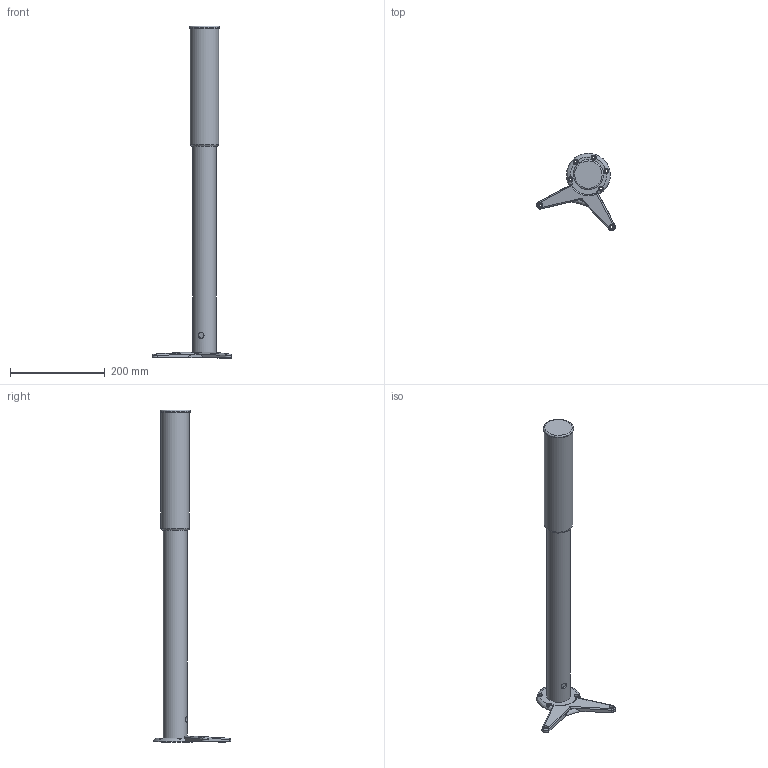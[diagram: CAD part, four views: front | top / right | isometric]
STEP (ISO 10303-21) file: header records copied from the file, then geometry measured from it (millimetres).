
FILE_DESCRIPTION(('STEP AP214'),'1');
FILE_NAME('3011050 Trampolo 1 H620-800.STP','2025-01-06T10:32:41',(' '),(' '),'Spatial InterOp 3D',' ',' ');
FILE_SCHEMA(('AUTOMOTIVE_DESIGN { 1 0 10303 214 1 1 1 1 }'));
Length unit declared in the file: millimetre
Products named in the file (1): None
Bounding box: 166.76 x 163.29 x 700 mm (x, y, z)
Volume: 1670354.5 mm3; surface area: 146147.5 mm2
Topology: 1 solids, 1 shells, 60 faces, 166 edges, 109 vertices
Faces by surface type: bspline 25, plane 18, cylinder 17
Full cylindrical faces by diameter (mm): 5.6 x7, 13 x1, 50 x1, 60 x1, 63.7 x1
Entity records: 4071 total; most frequent: CARTESIAN_POINT 2635, ORIENTED_EDGE 302, DIRECTION 261, EDGE_CURVE 151, AXIS2_PLACEMENT_3D 114, VERTEX_POINT 107, EDGE_LOOP 88, CIRCLE 75
